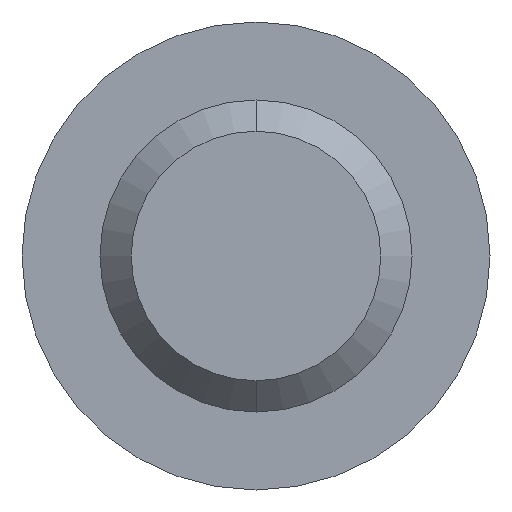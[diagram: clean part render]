
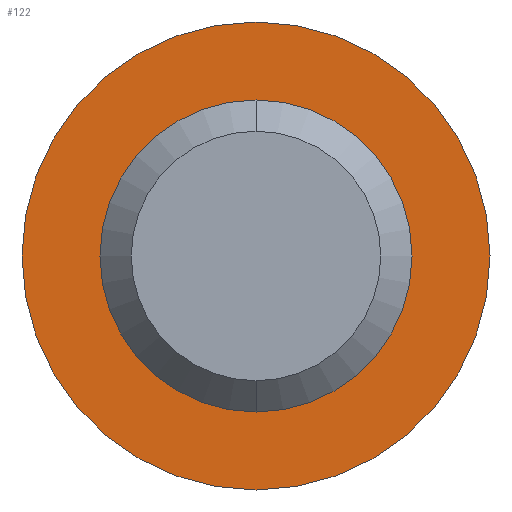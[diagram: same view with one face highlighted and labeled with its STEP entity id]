
A CAD part, front view. The second image highlights one B-rep face of the part: STEP entity #122.
In plain terms, the highlighted planar face has unit normal (0, -1, 0).
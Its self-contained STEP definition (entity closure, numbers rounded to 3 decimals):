
#1 = EDGE_CURVE ( 'NONE', #110, #79, #846, .T. ) ;
#7 = EDGE_LOOP ( 'NONE', ( #150, #158 ) ) ;
#34 = CARTESIAN_POINT ( 'NONE',  ( 0., -1.075, 0.75 ) ) ;
#54 = CARTESIAN_POINT ( 'NONE',  ( 0., -1.075, -0.75 ) ) ;
#63 = VERTEX_POINT ( 'NONE', #54 ) ;
#68 = DIRECTION ( 'NONE',  ( 0., 1., 0. ) ) ;
#79 = VERTEX_POINT ( 'NONE', #476 ) ;
#94 = CIRCLE ( 'NONE', #177, 0.75 ) ;
#110 = VERTEX_POINT ( 'NONE', #893 ) ;
#122 = ADVANCED_FACE ( 'NONE', ( #731, #395 ), #715, .F. ) ;
#140 = CARTESIAN_POINT ( 'NONE',  ( 0., -1.075, 0. ) ) ;
#150 = ORIENTED_EDGE ( 'NONE', *, *, #987, .F. ) ;
#158 = ORIENTED_EDGE ( 'NONE', *, *, #971, .F. ) ;
#162 = DIRECTION ( 'NONE',  ( 0., 0., 1. ) ) ;
#175 = ORIENTED_EDGE ( 'NONE', *, *, #1, .T. ) ;
#177 = AXIS2_PLACEMENT_3D ( 'NONE', #271, #513, #935 ) ;
#204 = DIRECTION ( 'NONE',  ( 0., 0., 1. ) ) ;
#242 = CARTESIAN_POINT ( 'NONE',  ( 0., -1.075, 0. ) ) ;
#267 = AXIS2_PLACEMENT_3D ( 'NONE', #969, #850, #162 ) ;
#271 = CARTESIAN_POINT ( 'NONE',  ( 0., -1.075, 0. ) ) ;
#282 = ORIENTED_EDGE ( 'NONE', *, *, #664, .T. ) ;
#324 = DIRECTION ( 'NONE',  ( 0., 0., 1. ) ) ;
#395 = FACE_BOUND ( 'NONE', #1017, .T. ) ;
#461 = DIRECTION ( 'NONE',  ( 0., 0., 1. ) ) ;
#463 = DIRECTION ( 'NONE',  ( 0., 1., 0. ) ) ;
#476 = CARTESIAN_POINT ( 'NONE',  ( 0., -1.075, 0.5 ) ) ;
#513 = DIRECTION ( 'NONE',  ( 0., 1., 0. ) ) ;
#560 = AXIS2_PLACEMENT_3D ( 'NONE', #140, #68, #324 ) ;
#646 = CIRCLE ( 'NONE', #560, 0.75 ) ;
#664 = EDGE_CURVE ( 'NONE', #79, #110, #1006, .T. ) ;
#715 = PLANE ( 'NONE',  #267 ) ;
#731 = FACE_OUTER_BOUND ( 'NONE', #7, .T. ) ;
#736 = AXIS2_PLACEMENT_3D ( 'NONE', #946, #773, #461 ) ;
#773 = DIRECTION ( 'NONE',  ( 0., 1., 0. ) ) ;
#809 = VERTEX_POINT ( 'NONE', #34 ) ;
#846 = CIRCLE ( 'NONE', #736, 0.5 ) ;
#850 = DIRECTION ( 'NONE',  ( 0., 1., 0. ) ) ;
#893 = CARTESIAN_POINT ( 'NONE',  ( 0., -1.075, -0.5 ) ) ;
#935 = DIRECTION ( 'NONE',  ( 0., 0., 1. ) ) ;
#946 = CARTESIAN_POINT ( 'NONE',  ( 0., -1.075, 0. ) ) ;
#961 = AXIS2_PLACEMENT_3D ( 'NONE', #242, #463, #204 ) ;
#969 = CARTESIAN_POINT ( 'NONE',  ( 0.75, -1.075, 0. ) ) ;
#971 = EDGE_CURVE ( 'NONE', #63, #809, #646, .T. ) ;
#987 = EDGE_CURVE ( 'NONE', #809, #63, #94, .T. ) ;
#1006 = CIRCLE ( 'NONE', #961, 0.5 ) ;
#1017 = EDGE_LOOP ( 'NONE', ( #282, #175 ) ) ;
